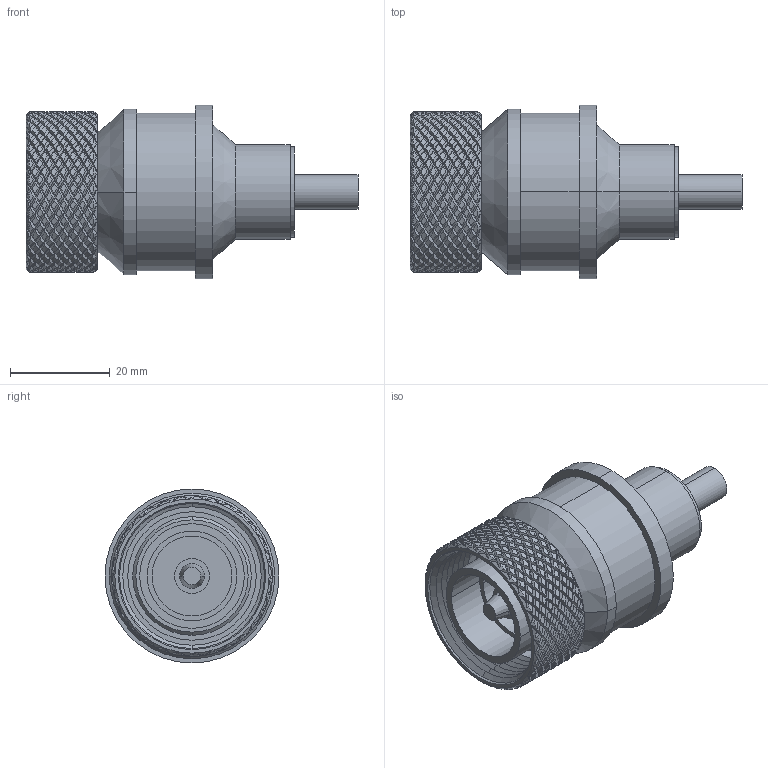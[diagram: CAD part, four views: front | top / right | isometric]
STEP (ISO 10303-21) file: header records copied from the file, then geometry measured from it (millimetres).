
FILE_DESCRIPTION (( 'STEP AP214' ), '1' );
FILE_NAME ('242-7_16DIN.STEP', '2019-02-25T08:28:30', ( '' ), ( '' ), 'SwSTEP 2.0', 'SolidWorks 2014', '' );
FILE_SCHEMA (( 'AUTOMOTIVE_DESIGN' ));
Length unit declared in the file: millimetre
Products named in the file (1): 242-7_16DIN
Bounding box: 66.66 x 34.92 x 34.92 mm (x, y, z)
Surface area: 17550.8 mm2 (no closed solid volume)
Topology: 0 solids, 1 shells, 1513 faces, 4460 edges, 2961 vertices
Faces by surface type: bspline 960, cylinder 482, cone 50, plane 21
Entity records: 79151 total; most frequent: CARTESIAN_POINT 52899, ORIENTED_EDGE 8912, EDGE_CURVE 4458, VERTEX_POINT 2961, B_SPLINE_CURVE_WITH_KNOTS 1952, DIRECTION 1624, EDGE_LOOP 1533, FACE_OUTER_BOUND 1513
